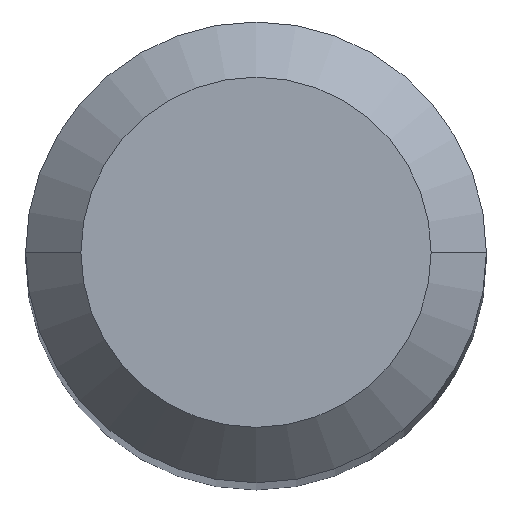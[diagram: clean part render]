
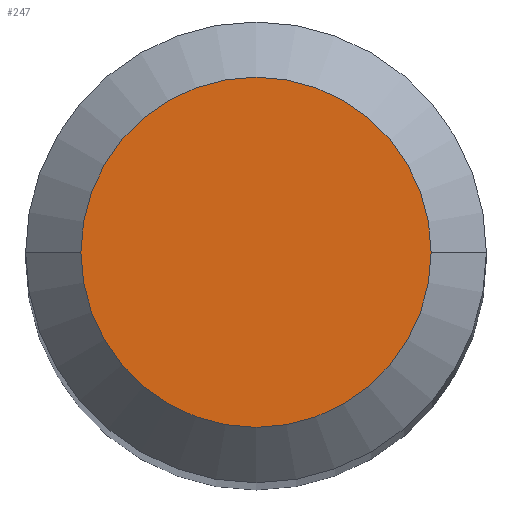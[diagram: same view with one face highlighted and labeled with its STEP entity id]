
A CAD part, top view. The second image highlights one B-rep face of the part: STEP entity #247.
In plain terms, the highlighted planar face has unit normal (0, 0, 1).
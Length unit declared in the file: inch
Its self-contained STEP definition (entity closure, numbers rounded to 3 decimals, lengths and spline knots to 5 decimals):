
#2 = DIRECTION ( 'NONE',  ( 0., 0., 1. ) ) ;
#14 = AXIS2_PLACEMENT_3D ( 'NONE', #136, #211, #161 ) ;
#23 = ORIENTED_EDGE ( 'NONE', *, *, #267, .T. ) ;
#55 = CIRCLE ( 'NONE', #65, 0.0475 ) ;
#63 = DIRECTION ( 'NONE',  ( 1., 0., 0. ) ) ;
#65 = AXIS2_PLACEMENT_3D ( 'NONE', #233, #88, #63 ) ;
#67 = CARTESIAN_POINT ( 'NONE',  ( 0., 0., 1.5 ) ) ;
#88 = DIRECTION ( 'NONE',  ( 0., 0., 1. ) ) ;
#136 = CARTESIAN_POINT ( 'NONE',  ( 0., 0., 1.5 ) ) ;
#149 = FACE_OUTER_BOUND ( 'NONE', #206, .T. ) ;
#152 = VERTEX_POINT ( 'NONE', #205 ) ;
#158 = CIRCLE ( 'NONE', #14, 0.0475 ) ;
#161 = DIRECTION ( 'NONE',  ( 1., 0., 0. ) ) ;
#168 = AXIS2_PLACEMENT_3D ( 'NONE', #67, #2, #263 ) ;
#189 = CARTESIAN_POINT ( 'NONE',  ( 0.0475, 0., 1.5 ) ) ;
#205 = CARTESIAN_POINT ( 'NONE',  ( -0.0475, 0., 1.5 ) ) ;
#206 = EDGE_LOOP ( 'NONE', ( #275, #23 ) ) ;
#211 = DIRECTION ( 'NONE',  ( 0., 0., 1. ) ) ;
#233 = CARTESIAN_POINT ( 'NONE',  ( 0., 0., 1.5 ) ) ;
#239 = PLANE ( 'NONE',  #168 ) ;
#247 = ADVANCED_FACE ( 'NONE', ( #149 ), #239, .T. ) ;
#263 = DIRECTION ( 'NONE',  ( 1., 0., 0. ) ) ;
#267 = EDGE_CURVE ( 'NONE', #304, #152, #158, .T. ) ;
#275 = ORIENTED_EDGE ( 'NONE', *, *, #293, .T. ) ;
#293 = EDGE_CURVE ( 'NONE', #152, #304, #55, .T. ) ;
#304 = VERTEX_POINT ( 'NONE', #189 ) ;
